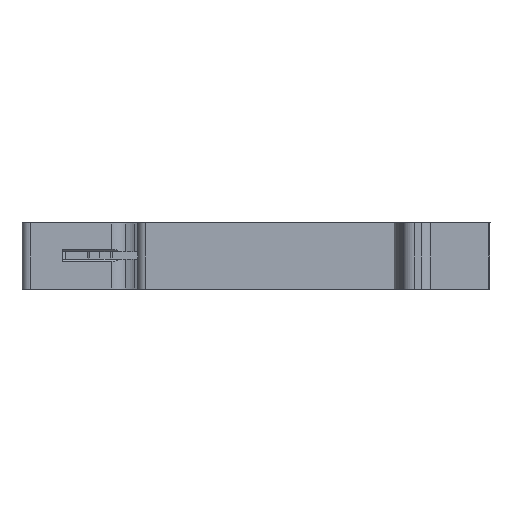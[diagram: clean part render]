
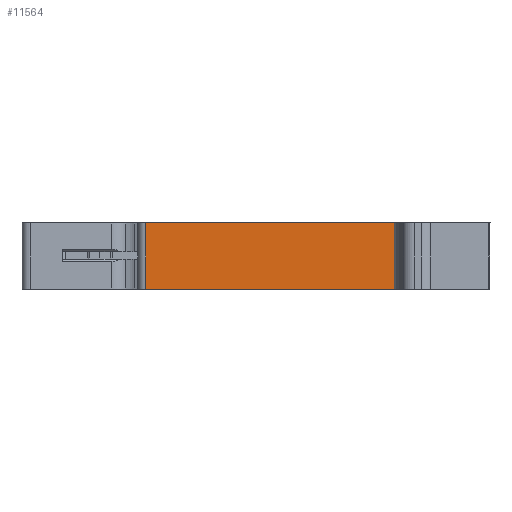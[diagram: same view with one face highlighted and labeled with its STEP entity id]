
A CAD part, front view. The second image highlights one B-rep face of the part: STEP entity #11564.
In plain terms, the highlighted planar face has unit normal (0, -1, 0).
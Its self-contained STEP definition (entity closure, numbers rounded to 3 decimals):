
#10639=CARTESIAN_POINT('',(-12.924,-38.9,49.12));
#10640=VERTEX_POINT('',#10639);
#10648=CARTESIAN_POINT('',(19.007,-38.9,49.12));
#10649=VERTEX_POINT('',#10648);
#10650=CARTESIAN_POINT('',(-12.924,-38.9,49.12));
#10651=DIRECTION('',(1.,0.,0.));
#10652=VECTOR('',#10651,31.931);
#10653=LINE('',#10650,#10652);
#10654=EDGE_CURVE('',#10640,#10649,#10653,.T.);
#10979=CARTESIAN_POINT('',(19.007,-38.9,40.97));
#10980=VERTEX_POINT('',#10979);
#10987=CARTESIAN_POINT('',(-12.924,-38.9,40.97));
#10988=VERTEX_POINT('',#10987);
#10989=CARTESIAN_POINT('',(-12.924,-38.9,40.97));
#10990=DIRECTION('',(1.,0.,0.));
#10991=VECTOR('',#10990,31.931);
#10992=LINE('',#10989,#10991);
#10993=EDGE_CURVE('',#10988,#10980,#10992,.T.);
#11357=CARTESIAN_POINT('',(19.007,-38.9,49.12));
#11358=DIRECTION('',(0.,0.,-1.));
#11359=VECTOR('',#11358,8.15);
#11360=LINE('',#11357,#11359);
#11361=EDGE_CURVE('',#10649,#10980,#11360,.T.);
#11548=CARTESIAN_POINT('',(3.042,-38.9,45.045));
#11549=DIRECTION('',(1.,0.,0.));
#11550=DIRECTION('',(-0.,1.,0.));
#11551=AXIS2_PLACEMENT_3D('',#11548,#11550,#11549);
#11552=PLANE('',#11551);
#11553=ORIENTED_EDGE('',*,*,#11361,.T.);
#11554=ORIENTED_EDGE('',*,*,#10993,.F.);
#11555=CARTESIAN_POINT('',(-12.924,-38.9,49.12));
#11556=DIRECTION('',(0.,0.,-1.));
#11557=VECTOR('',#11556,8.15);
#11558=LINE('',#11555,#11557);
#11559=EDGE_CURVE('',#10640,#10988,#11558,.T.);
#11560=ORIENTED_EDGE('E255',*,*,#11559,.F.);
#11561=ORIENTED_EDGE('E255',*,*,#10654,.T.);
#11562=EDGE_LOOP('',(#11553,#11554,#11560,#11561));
#11563=FACE_OUTER_BOUND('',#11562,.F.);
#11564=ADVANCED_FACE('F320',(#11563),#11552,.F.);
